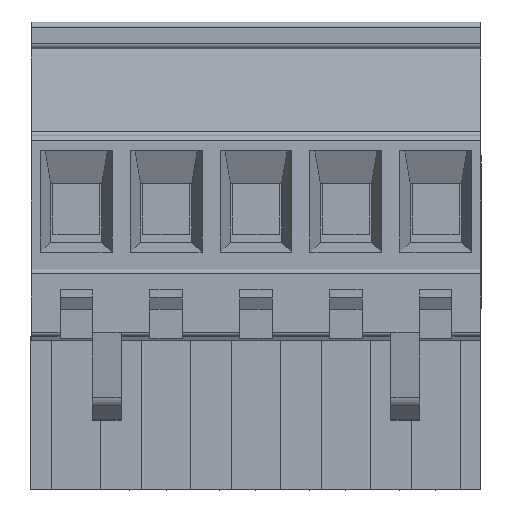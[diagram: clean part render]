
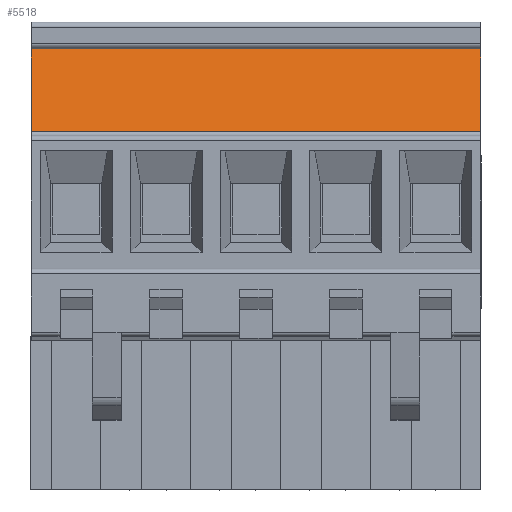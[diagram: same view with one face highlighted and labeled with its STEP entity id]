
A CAD part, front view. The second image highlights one B-rep face of the part: STEP entity #5518.
In plain terms, the highlighted planar face has unit normal (0, -0.966, 0.259).
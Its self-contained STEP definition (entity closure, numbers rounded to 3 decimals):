
#5518=ADVANCED_FACE('',(#14263),#14264,.T.);
#6728=VERTEX_POINT('',#16100);
#6730=EDGE_CURVE('',#16102,#6728,#16103,.T.);
#6970=VERTEX_POINT('',#16404);
#6972=EDGE_CURVE('',#16406,#6970,#16407,.T.);
#7184=EDGE_CURVE('',#6970,#6728,#16645,.T.);
#14263=FACE_OUTER_BOUND('',#23622,.T.);
#14264=PLANE('',#23623);
#16100=CARTESIAN_POINT('',(-0.005,1.693,11.192));
#16102=VERTEX_POINT('',#26335);
#16103=LINE('',#26336,#26337);
#16404=CARTESIAN_POINT('',(-0.005,2.92,15.77));
#16406=VERTEX_POINT('',#26776);
#16407=LINE('',#26777,#26778);
#16645=LINE('',#27146,#27147);
#23622=EDGE_LOOP('',(#41358,#41359,#41360,#41361));
#23623=AXIS2_PLACEMENT_3D('',#41362,#41363,#41364);
#26335=CARTESIAN_POINT('',(24.992,1.693,11.192));
#26336=CARTESIAN_POINT('',(2.495,1.693,11.192));
#26337=VECTOR('',#46917,1.0);
#26776=CARTESIAN_POINT('',(24.992,2.92,15.77));
#26777=CARTESIAN_POINT('',(2.495,2.92,15.77));
#26778=VECTOR('',#47058,1.0);
#27146=CARTESIAN_POINT('',(-0.005,2.92,15.77));
#27147=VECTOR('',#47156,1.0);
#41358=ORIENTED_EDGE('',*,*,#6730,.F.);
#41359=ORIENTED_EDGE('',*,*,#49579,.F.);
#41360=ORIENTED_EDGE('',*,*,#6972,.T.);
#41361=ORIENTED_EDGE('',*,*,#7184,.T.);
#41362=CARTESIAN_POINT('',(2.558,1.663,11.078));
#41363=DIRECTION('',(0.,-0.966,0.259));
#41364=DIRECTION('',(0.0,-0.259,-0.966));
#46917=DIRECTION('',(-1.0,0.,0.));
#47058=DIRECTION('',(-1.0,0.,0.));
#47156=DIRECTION('',(0.,-0.259,-0.966));
#49579=EDGE_CURVE('',#16406,#16102,#52477,.T.);
#52477=LINE('',#57394,#57395);
#57394=CARTESIAN_POINT('',(24.992,2.92,15.77));
#57395=VECTOR('',#61099,1.0);
#61099=DIRECTION('',(0.,-0.259,-0.966));
